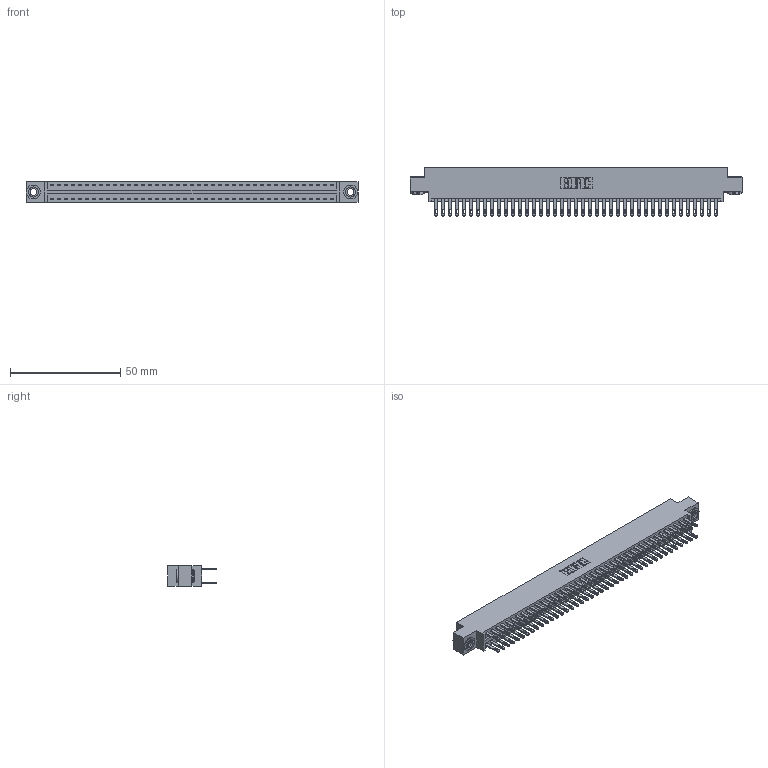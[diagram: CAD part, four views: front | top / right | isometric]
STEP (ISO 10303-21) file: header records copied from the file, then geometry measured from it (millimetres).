
FILE_DESCRIPTION (( 'STEP AP203' ), '1' );
FILE_NAME ('346-082-500-803.STEP', '2022-05-25T17:03:08', ( '' ), ( '' ), 'SwSTEP 2.0', 'SolidWorks 2020', '' );
FILE_SCHEMA (( 'CONFIG_CONTROL_DESIGN' ));
Length unit declared in the file: inch
Products named in the file (4): 345-250-002_345-250-002-102; 346-082-500-803; 346 Part_0.170 Offset - 0.156 Dia-TH; 345-292-001_345-293-100
Assembly tree (85 placements, depth 2):
  346-082-500-803
    346 Part_0.170 Offset - 0.156 Dia-TH
    345-292-001_345-293-100  x82
    345-250-002_345-250-002-102  x2
Bounding box: 150.75 x 21.84 x 9.4 mm (x, y, z)
Volume: 14789.4 mm3; surface area: 21599.9 mm2
Topology: 85 solids, 85 shells, 4114 faces, 12507 edges, 8334 vertices
Faces by surface type: plane 2482, cylinder 1624, cone 8
Entity records: 28020 total; most frequent: CARTESIAN_POINT 4601, ORIENTED_EDGE 4526, DIRECTION 4137, EDGE_CURVE 2263, LINE 1939, VECTOR 1939, VERTEX_POINT 1506, AXIS2_PLACEMENT_3D 1099
